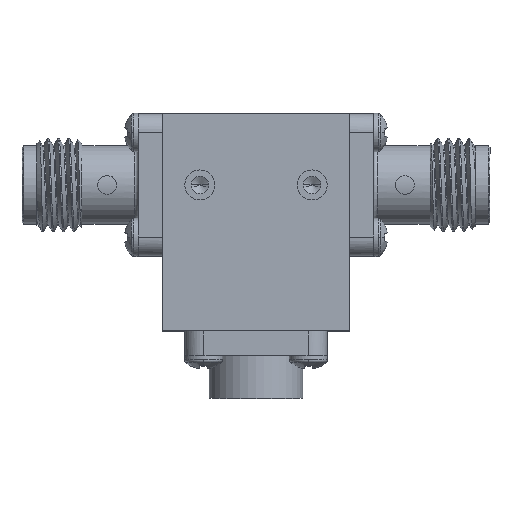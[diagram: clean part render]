
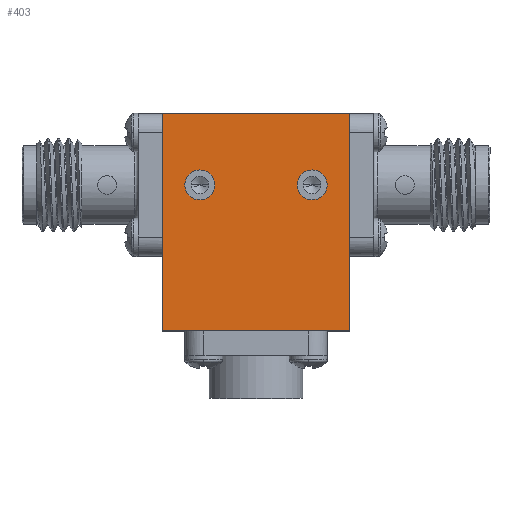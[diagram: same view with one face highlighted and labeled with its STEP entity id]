
A CAD part, top view. The second image highlights one B-rep face of the part: STEP entity #403.
In plain terms, the highlighted planar face has unit normal (0, 0, 1).
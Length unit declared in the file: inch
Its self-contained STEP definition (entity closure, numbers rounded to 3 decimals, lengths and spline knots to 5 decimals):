
#60 = ORIENTED_EDGE ( 'NONE', *, *, #17526, .T. ) ;
#398 = CARTESIAN_POINT ( 'NONE',  ( -0.25, -0.29, 0.19 ) ) ;
#403 = ADVANCED_FACE ( 'NONE', ( #12267, #11155, #16411 ), #10919, .F. ) ;
#777 = EDGE_CURVE ( 'NONE', #7855, #12788, #4071, .T. ) ;
#994 = DIRECTION ( 'NONE',  ( 1., 0., 0. ) ) ;
#1195 = CARTESIAN_POINT ( 'NONE',  ( -0.19, 0.1, 0.19 ) ) ;
#1535 = AXIS2_PLACEMENT_3D ( 'NONE', #16423, #21559, #11569 ) ;
#1544 = CIRCLE ( 'NONE', #22186, 0.04 ) ;
#2663 = CARTESIAN_POINT ( 'NONE',  ( 0.25, -0.29, 0.19 ) ) ;
#3347 = VERTEX_POINT ( 'NONE', #25156 ) ;
#3970 = DIRECTION ( 'NONE',  ( 0., 0., -1. ) ) ;
#4071 = CIRCLE ( 'NONE', #29682, 0.04 ) ;
#4654 = LINE ( 'NONE', #27001, #10208 ) ;
#4973 = DIRECTION ( 'NONE',  ( 0., 0., 1. ) ) ;
#5068 = EDGE_CURVE ( 'NONE', #12788, #7855, #30435, .T. ) ;
#5253 = CARTESIAN_POINT ( 'NONE',  ( 0.25, -0.29, 0.19 ) ) ;
#5259 = CARTESIAN_POINT ( 'NONE',  ( -0.25, 0.29, 0.19 ) ) ;
#5355 = DIRECTION ( 'NONE',  ( 0., 1., 0. ) ) ;
#5393 = VECTOR ( 'NONE', #5355, 39.37008 ) ;
#5776 = CARTESIAN_POINT ( 'NONE',  ( 0.15, 0.1, 0.19 ) ) ;
#7592 = ORIENTED_EDGE ( 'NONE', *, *, #17157, .F. ) ;
#7838 = DIRECTION ( 'NONE',  ( 1., 0., 0. ) ) ;
#7855 = VERTEX_POINT ( 'NONE', #9175 ) ;
#8068 = LINE ( 'NONE', #17057, #10640 ) ;
#8237 = EDGE_LOOP ( 'NONE', ( #7592, #10974 ) ) ;
#8477 = CARTESIAN_POINT ( 'NONE',  ( 0.25, 0.29, 0.19 ) ) ;
#9175 = CARTESIAN_POINT ( 'NONE',  ( -0.11, 0.1, 0.19 ) ) ;
#9961 = DIRECTION ( 'NONE',  ( 0., -1., 0. ) ) ;
#10208 = VECTOR ( 'NONE', #7838, 39.37008 ) ;
#10640 = VECTOR ( 'NONE', #19462, 39.37008 ) ;
#10892 = VERTEX_POINT ( 'NONE', #8477 ) ;
#10919 = PLANE ( 'NONE',  #28669 ) ;
#10974 = ORIENTED_EDGE ( 'NONE', *, *, #26137, .F. ) ;
#11155 = FACE_BOUND ( 'NONE', #8237, .T. ) ;
#11254 = CARTESIAN_POINT ( 'NONE',  ( 0.15, 0.1, 0.19 ) ) ;
#11569 = DIRECTION ( 'NONE',  ( 1., 0., 0. ) ) ;
#12194 = VERTEX_POINT ( 'NONE', #19800 ) ;
#12267 = FACE_BOUND ( 'NONE', #14409, .T. ) ;
#12788 = VERTEX_POINT ( 'NONE', #1195 ) ;
#13696 = DIRECTION ( 'NONE',  ( 0., 0., 1. ) ) ;
#13902 = ORIENTED_EDGE ( 'NONE', *, *, #16212, .T. ) ;
#14409 = EDGE_LOOP ( 'NONE', ( #20701, #20891 ) ) ;
#15153 = CIRCLE ( 'NONE', #19574, 0.04 ) ;
#16212 = EDGE_CURVE ( 'NONE', #10892, #30320, #8068, .T. ) ;
#16411 = FACE_OUTER_BOUND ( 'NONE', #24034, .T. ) ;
#16423 = CARTESIAN_POINT ( 'NONE',  ( -0.15, 0.1, 0.19 ) ) ;
#16855 = DIRECTION ( 'NONE',  ( 1., 0., 0. ) ) ;
#16955 = CARTESIAN_POINT ( 'NONE',  ( -0.15, 0.1, 0.19 ) ) ;
#17057 = CARTESIAN_POINT ( 'NONE',  ( -0.25, 0.29, 0.19 ) ) ;
#17157 = EDGE_CURVE ( 'NONE', #27109, #12194, #15153, .T. ) ;
#17484 = EDGE_CURVE ( 'NONE', #3347, #31028, #4654, .T. ) ;
#17526 = EDGE_CURVE ( 'NONE', #31028, #10892, #25999, .T. ) ;
#17834 = CARTESIAN_POINT ( 'NONE',  ( 0.19, 0.1, 0.19 ) ) ;
#18340 = LINE ( 'NONE', #398, #19471 ) ;
#19462 = DIRECTION ( 'NONE',  ( -1., 0., 0. ) ) ;
#19471 = VECTOR ( 'NONE', #9961, 39.37008 ) ;
#19574 = AXIS2_PLACEMENT_3D ( 'NONE', #5776, #29516, #994 ) ;
#19800 = CARTESIAN_POINT ( 'NONE',  ( 0.11, 0.1, 0.19 ) ) ;
#20462 = DIRECTION ( 'NONE',  ( -1., 0., 0. ) ) ;
#20701 = ORIENTED_EDGE ( 'NONE', *, *, #777, .F. ) ;
#20891 = ORIENTED_EDGE ( 'NONE', *, *, #5068, .F. ) ;
#21559 = DIRECTION ( 'NONE',  ( 0., 0., 1. ) ) ;
#22186 = AXIS2_PLACEMENT_3D ( 'NONE', #11254, #13696, #28130 ) ;
#23087 = ORIENTED_EDGE ( 'NONE', *, *, #17484, .T. ) ;
#24034 = EDGE_LOOP ( 'NONE', ( #60, #13902, #29279, #23087 ) ) ;
#25156 = CARTESIAN_POINT ( 'NONE',  ( -0.25, -0.29, 0.19 ) ) ;
#25346 = EDGE_CURVE ( 'NONE', #30320, #3347, #18340, .T. ) ;
#25999 = LINE ( 'NONE', #5253, #5393 ) ;
#26137 = EDGE_CURVE ( 'NONE', #12194, #27109, #1544, .T. ) ;
#27001 = CARTESIAN_POINT ( 'NONE',  ( -0.25, -0.29, 0.19 ) ) ;
#27109 = VERTEX_POINT ( 'NONE', #17834 ) ;
#28130 = DIRECTION ( 'NONE',  ( 1., 0., 0. ) ) ;
#28669 = AXIS2_PLACEMENT_3D ( 'NONE', #29998, #3970, #20462 ) ;
#29279 = ORIENTED_EDGE ( 'NONE', *, *, #25346, .T. ) ;
#29516 = DIRECTION ( 'NONE',  ( 0., 0., 1. ) ) ;
#29682 = AXIS2_PLACEMENT_3D ( 'NONE', #16955, #4973, #16855 ) ;
#29998 = CARTESIAN_POINT ( 'NONE',  ( 0., 0., 0.19 ) ) ;
#30320 = VERTEX_POINT ( 'NONE', #5259 ) ;
#30435 = CIRCLE ( 'NONE', #1535, 0.04 ) ;
#31028 = VERTEX_POINT ( 'NONE', #2663 ) ;
